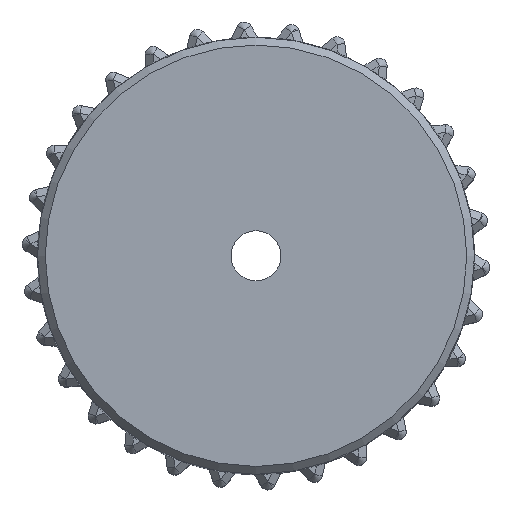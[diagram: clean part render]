
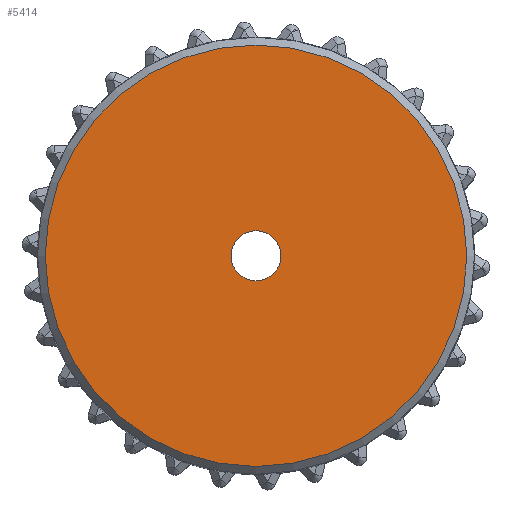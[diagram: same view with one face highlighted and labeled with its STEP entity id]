
A CAD part, top view. The second image highlights one B-rep face of the part: STEP entity #5414.
In plain terms, the highlighted planar face has unit normal (0, 0, 1).
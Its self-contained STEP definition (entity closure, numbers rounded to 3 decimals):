
#232=FACE_BOUND('',#903,.T.);
#237=PLANE('',#5995);
#508=FACE_OUTER_BOUND('',#902,.T.);
#902=EDGE_LOOP('',(#4069));
#903=EDGE_LOOP('',(#4070));
#1320=CIRCLE('',#5986,1.6);
#1325=CIRCLE('',#5994,13.5);
#2726=VERTEX_POINT('',#9895);
#2730=VERTEX_POINT('',#9909);
#3222=EDGE_CURVE('',#2726,#2726,#1320,.T.);
#3228=EDGE_CURVE('',#2730,#2730,#1325,.T.);
#4069=ORIENTED_EDGE('',*,*,#3228,.F.);
#4070=ORIENTED_EDGE('',*,*,#3222,.T.);
#5414=ADVANCED_FACE('',(#508,#232),#237,.T.);
#5986=AXIS2_PLACEMENT_3D('',#9897,#6915,#6916);
#5994=AXIS2_PLACEMENT_3D('',#9910,#6932,#6933);
#5995=AXIS2_PLACEMENT_3D('',#9912,#6935,#6936);
#6915=DIRECTION('center_axis',(0.,0.,
-1.));
#6916=DIRECTION('ref_axis',(0.707,-0.707,0.));
#6932=DIRECTION('center_axis',(0.,0.,
-1.));
#6933=DIRECTION('ref_axis',(1.,0.,0.));
#6935=DIRECTION('center_axis',(0.,0.,
1.));
#6936=DIRECTION('ref_axis',(0.,-1.,0.));
#9895=CARTESIAN_POINT('',(86.363,46.369,-43.124));
#9897=CARTESIAN_POINT('Origin',(87.494,45.237,-43.124));
#9909=CARTESIAN_POINT('',(73.994,45.237,-43.124));
#9910=CARTESIAN_POINT('Origin',(87.494,45.237,-43.124));
#9912=CARTESIAN_POINT('Origin',(87.494,45.237,-43.124));
